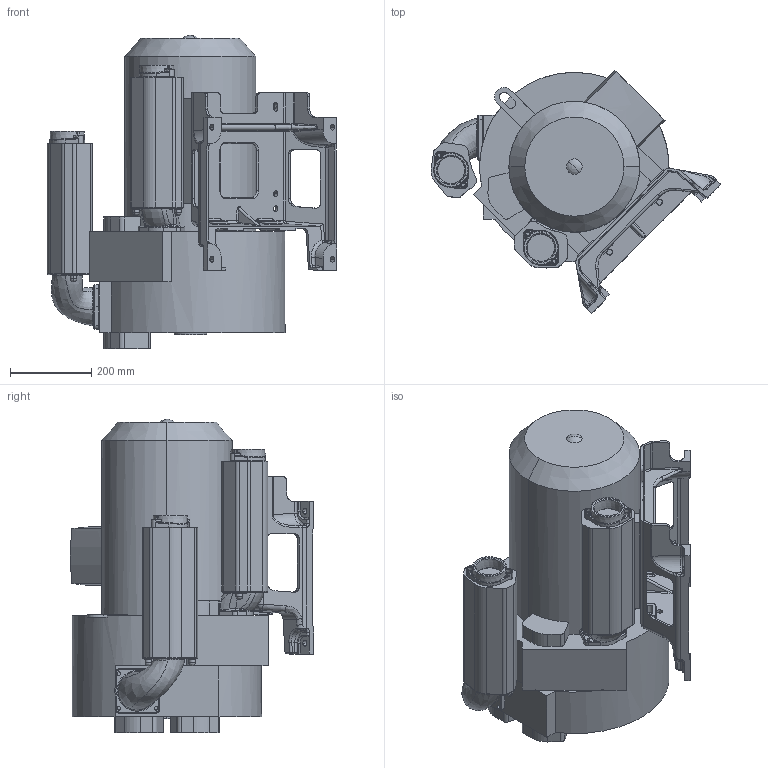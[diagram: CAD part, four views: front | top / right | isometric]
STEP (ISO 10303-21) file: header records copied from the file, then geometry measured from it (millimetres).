
FILE_DESCRIPTION((''),'2;1');
FILE_NAME('3RB350-2AAQ66','2025-02-24T',('Administrator'),(''),'PRO/ENGINEER BY PARAMETRIC TECHNOLOGY CORPORATION, 2007090','PRO/ENGINEER BY PARAMETRIC TECHNOLOGY CORPORATION, 2007090','');
FILE_SCHEMA(('AUTOMOTIVE_DESIGN_CC2 { 1 2 10303 214 -1 1 5 2 }'));
Length unit declared in the file: millimetre
Products named in the file (1): 3RB350-2AAQ66
Bounding box: 713.06 x 598.1 x 771.4 mm (x, y, z)
Volume: 93907791.5 mm3; surface area: 2195794.8 mm2
Topology: 2 solids, 4 shells, 1061 faces, 2686 edges, 1657 vertices
Faces by surface type: cylinder 364, bspline 296, plane 272, torus 73, cone 48, extrusion 4, sphere 4
Entity records: 58959 total; most frequent: CARTESIAN_POINT 35338, ORIENTED_EDGE 5368, DIRECTION 4350, EDGE_CURVE 2684, AXIS2_PLACEMENT_3D 1659, VERTEX_POINT 1657, EDGE_LOOP 1135, FACE_OUTER_BOUND 1061
